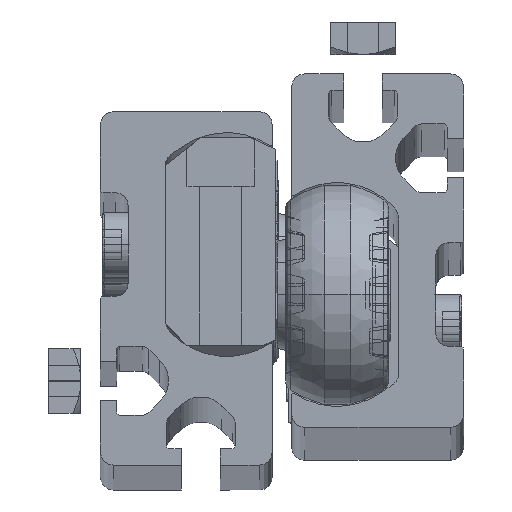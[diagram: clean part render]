
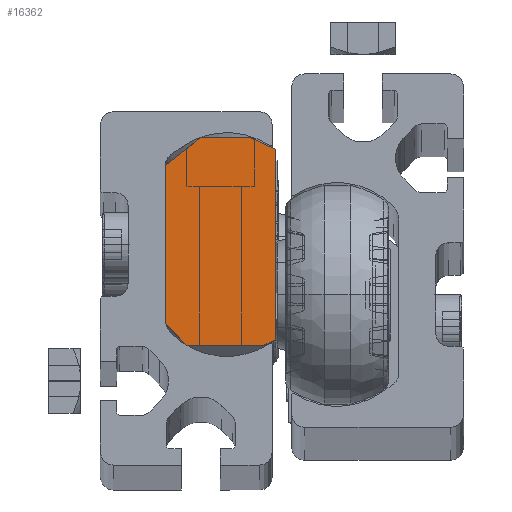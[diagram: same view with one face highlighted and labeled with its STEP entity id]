
A CAD part, top view. The second image highlights one B-rep face of the part: STEP entity #16362.
In plain terms, the highlighted face is planar.
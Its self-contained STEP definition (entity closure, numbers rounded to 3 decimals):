
#394 = VECTOR ( 'NONE', #14616, 1000. ) ;
#500 = VECTOR ( 'NONE', #1509, 1000. ) ;
#579 = CARTESIAN_POINT ( 'NONE',  ( 19., -15.5, -6.7 ) ) ;
#668 = EDGE_CURVE ( 'NONE', #19736, #3775, #15208, .T. ) ;
#753 = VECTOR ( 'NONE', #17706, 1000. ) ;
#968 = ORIENTED_EDGE ( 'NONE', *, *, #19548, .T. ) ;
#1509 = DIRECTION ( 'NONE',  ( 0., 0.616, -0.788 ) ) ;
#1533 = VERTEX_POINT ( 'NONE', #8582 ) ;
#1800 = LINE ( 'NONE', #9184, #394 ) ;
#1836 = ORIENTED_EDGE ( 'NONE', *, *, #19644, .F. ) ;
#1915 = CARTESIAN_POINT ( 'NONE',  ( 19., -14.661, -8.5 ) ) ;
#1930 = CARTESIAN_POINT ( 'NONE',  ( 19., -12.2, 8.5 ) ) ;
#2439 = CARTESIAN_POINT ( 'NONE',  ( 19., 16.5, -4.6 ) ) ;
#2783 = VERTEX_POINT ( 'NONE', #15117 ) ;
#2942 = CARTESIAN_POINT ( 'NONE',  ( 19., 16.5, -4.6 ) ) ;
#2991 = AXIS2_PLACEMENT_3D ( 'NONE', #14250, #8484, #12434 ) ;
#3567 = CARTESIAN_POINT ( 'NONE',  ( 19., 12.203, 8.5 ) ) ;
#3618 = LINE ( 'NONE', #1915, #15267 ) ;
#3687 = EDGE_CURVE ( 'NONE', #1533, #21528, #18416, .T. ) ;
#3738 = VECTOR ( 'NONE', #17951, 1000. ) ;
#3775 = VERTEX_POINT ( 'NONE', #4746 ) ;
#3877 = ORIENTED_EDGE ( 'NONE', *, *, #18957, .F. ) ;
#4701 = LINE ( 'NONE', #22689, #20624 ) ;
#4746 = CARTESIAN_POINT ( 'NONE',  ( 19., 14.681, -8.5 ) ) ;
#4977 = VECTOR ( 'NONE', #22147, 1000. ) ;
#5379 = DIRECTION ( 'NONE',  ( 0., -0.423, 0.906 ) ) ;
#5452 = CARTESIAN_POINT ( 'NONE',  ( 19., 16.5, 3. ) ) ;
#7529 = CARTESIAN_POINT ( 'NONE',  ( 19., -12.2, 8.5 ) ) ;
#7605 = ORIENTED_EDGE ( 'NONE', *, *, #3687, .F. ) ;
#7862 = ORIENTED_EDGE ( 'NONE', *, *, #10268, .F. ) ;
#8217 = VECTOR ( 'NONE', #16990, 1000. ) ;
#8484 = DIRECTION ( 'NONE',  ( -1., 0., 0. ) ) ;
#8582 = CARTESIAN_POINT ( 'NONE',  ( 19., -12.2, 8.5 ) ) ;
#9184 = CARTESIAN_POINT ( 'NONE',  ( 19., 14.681, -8.5 ) ) ;
#9887 = EDGE_LOOP ( 'NONE', ( #7862, #7605, #12855, #20848, #3877, #1836, #12404, #968 ) ) ;
#10268 = EDGE_CURVE ( 'NONE', #21528, #20755, #10582, .T. ) ;
#10582 = LINE ( 'NONE', #17859, #500 ) ;
#11987 = DIRECTION ( 'NONE',  ( 0., 0., 1. ) ) ;
#12404 = ORIENTED_EDGE ( 'NONE', *, *, #668, .F. ) ;
#12434 = DIRECTION ( 'NONE',  ( 0., 0., 1. ) ) ;
#12855 = ORIENTED_EDGE ( 'NONE', *, *, #22333, .T. ) ;
#14250 = CARTESIAN_POINT ( 'NONE',  ( 19., 1.5, 22.2 ) ) ;
#14616 = DIRECTION ( 'NONE',  ( 0., -1., 0. ) ) ;
#15117 = CARTESIAN_POINT ( 'NONE',  ( 19., -15.5, 5.2 ) ) ;
#15208 = LINE ( 'NONE', #2439, #8217 ) ;
#15267 = VECTOR ( 'NONE', #5379, 1000. ) ;
#16362 = ADVANCED_FACE ( 'NONE', ( #19830 ), #23228, .F. ) ;
#16990 = DIRECTION ( 'NONE',  ( 0., -0.423, -0.906 ) ) ;
#17157 = CARTESIAN_POINT ( 'NONE',  ( 19., -14.661, -8.5 ) ) ;
#17706 = DIRECTION ( 'NONE',  ( 0., 0., -1. ) ) ;
#17859 = CARTESIAN_POINT ( 'NONE',  ( 19., 12.203, 8.5 ) ) ;
#17951 = DIRECTION ( 'NONE',  ( 0., 1., 0. ) ) ;
#17999 = VERTEX_POINT ( 'NONE', #17157 ) ;
#18402 = LINE ( 'NONE', #1930, #4977 ) ;
#18416 = LINE ( 'NONE', #7529, #3738 ) ;
#18868 = EDGE_CURVE ( 'NONE', #2783, #23317, #22882, .T. ) ;
#18957 = EDGE_CURVE ( 'NONE', #17999, #23317, #3618, .T. ) ;
#19548 = EDGE_CURVE ( 'NONE', #19736, #20755, #4701, .T. ) ;
#19644 = EDGE_CURVE ( 'NONE', #3775, #17999, #1800, .T. ) ;
#19736 = VERTEX_POINT ( 'NONE', #2942 ) ;
#19830 = FACE_OUTER_BOUND ( 'NONE', #9887, .T. ) ;
#20624 = VECTOR ( 'NONE', #11987, 1000. ) ;
#20755 = VERTEX_POINT ( 'NONE', #5452 ) ;
#20848 = ORIENTED_EDGE ( 'NONE', *, *, #18868, .T. ) ;
#21424 = CARTESIAN_POINT ( 'NONE',  ( 19., -15.5, 5.2 ) ) ;
#21528 = VERTEX_POINT ( 'NONE', #3567 ) ;
#22147 = DIRECTION ( 'NONE',  ( 0., -0.707, -0.707 ) ) ;
#22333 = EDGE_CURVE ( 'NONE', #1533, #2783, #18402, .T. ) ;
#22689 = CARTESIAN_POINT ( 'NONE',  ( 19., 16.5, -4.6 ) ) ;
#22882 = LINE ( 'NONE', #21424, #753 ) ;
#23228 = PLANE ( 'NONE',  #2991 ) ;
#23317 = VERTEX_POINT ( 'NONE', #579 ) ;
